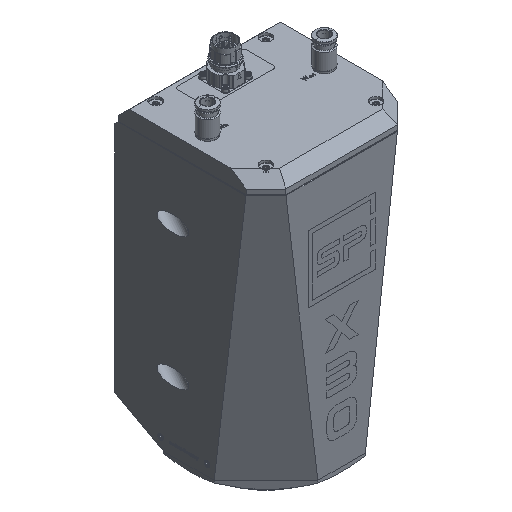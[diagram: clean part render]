
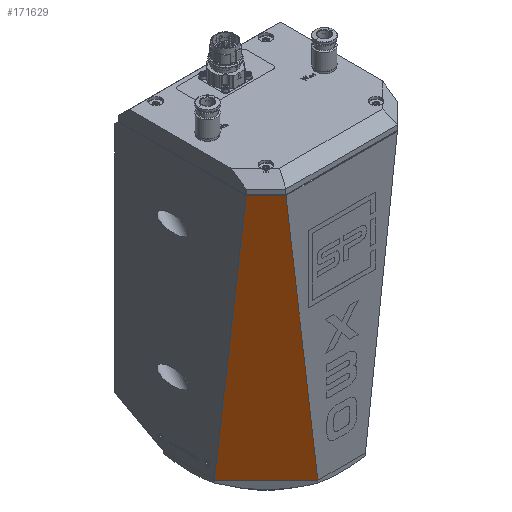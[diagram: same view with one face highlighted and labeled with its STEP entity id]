
A CAD part, isometric view. The second image highlights one B-rep face of the part: STEP entity #171629.
In plain terms, the highlighted planar face has unit normal (-0.705, -0.705, -0.086).
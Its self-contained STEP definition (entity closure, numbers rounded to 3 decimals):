
#3412 = EDGE_CURVE ( 'NONE', #73476, #150312, #254543, .T. ) ;
#3671 = CARTESIAN_POINT ( 'NONE',  ( -41.959, -57., 222.7 ) ) ;
#8807 = ORIENTED_EDGE ( 'NONE', *, *, #160772, .T. ) ;
#9196 = VECTOR ( 'NONE', #85741, 1000. ) ;
#16159 = LINE ( 'NONE', #176018, #25960 ) ;
#17528 = VERTEX_POINT ( 'NONE', #3671 ) ;
#17557 = DIRECTION ( 'NONE',  ( 0., -0.121, 0.993 ) ) ;
#19339 = VECTOR ( 'NONE', #233090, 1000. ) ;
#25960 = VECTOR ( 'NONE', #17557, 1000. ) ;
#27441 = DIRECTION ( 'NONE',  ( -0.621, 0.554, 0.554 ) ) ;
#38983 = VERTEX_POINT ( 'NONE', #243933 ) ;
#47469 = CARTESIAN_POINT ( 'NONE',  ( -57., -17.953, 25. ) ) ;
#48859 = CARTESIAN_POINT ( 'NONE',  ( -25.967, -71.26, 208.44 ) ) ;
#49164 = AXIS2_PLACEMENT_3D ( 'NONE', #94353, #249993, #204425 ) ;
#57221 = CARTESIAN_POINT ( 'NONE',  ( -71.26, -25.967, 208.44 ) ) ;
#63757 = DIRECTION ( 'NONE',  ( 0.707, -0.707, 0. ) ) ;
#69456 = CARTESIAN_POINT ( 'NONE',  ( -41.96, -56.999, 222.701 ) ) ;
#70053 = EDGE_CURVE ( 'NONE', #184503, #73476, #195850, .T. ) ;
#73476 = VERTEX_POINT ( 'NONE', #210806 ) ;
#85741 = DIRECTION ( 'NONE',  ( -0.707, 0.707, 0. ) ) ;
#92960 = FACE_OUTER_BOUND ( 'NONE', #166699, .T. ) ;
#94353 = CARTESIAN_POINT ( 'NONE',  ( -94.477, 19.523, 25. ) ) ;
#105451 = EDGE_CURVE ( 'NONE', #212233, #150312, #16159, .T. ) ;
#108289 = LINE ( 'NONE', #234007, #210675 ) ;
#110521 = EDGE_CURVE ( 'NONE', #212233, #38983, #108289, .T. ) ;
#110622 = VECTOR ( 'NONE', #27441, 1000. ) ;
#130133 = CARTESIAN_POINT ( 'NONE',  ( -106.479, 7.521, 222.701 ) ) ;
#138161 = EDGE_CURVE ( 'NONE', #17528, #38983, #205562, .T. ) ;
#140397 = ORIENTED_EDGE ( 'NONE', *, *, #105451, .F. ) ;
#147948 = ORIENTED_EDGE ( 'NONE', *, *, #138161, .F. ) ;
#150312 = VERTEX_POINT ( 'NONE', #270281 ) ;
#160772 = EDGE_CURVE ( 'NONE', #17528, #184503, #246110, .T. ) ;
#162734 = DIRECTION ( 'NONE',  ( 0.121, 0., -0.993 ) ) ;
#166699 = EDGE_LOOP ( 'NONE', ( #279994, #191351, #140397, #230990, #147948, #8807 ) ) ;
#171629 = ADVANCED_FACE ( 'NONE', ( #92960 ), #225858, .F. ) ;
#176018 = CARTESIAN_POINT ( 'NONE',  ( -57., -40.557, 211.154 ) ) ;
#184503 = VERTEX_POINT ( 'NONE', #69456 ) ;
#187535 = VECTOR ( 'NONE', #162734, 1000. ) ;
#191351 = ORIENTED_EDGE ( 'NONE', *, *, #3412, .T. ) ;
#195850 = LINE ( 'NONE', #130133, #9196 ) ;
#204425 = DIRECTION ( 'NONE',  ( -0.707, 0.707, 0. ) ) ;
#205562 = LINE ( 'NONE', #273984, #187535 ) ;
#210675 = VECTOR ( 'NONE', #63757, 1000. ) ;
#210806 = CARTESIAN_POINT ( 'NONE',  ( -56.999, -41.96, 222.701 ) ) ;
#212233 = VERTEX_POINT ( 'NONE', #47469 ) ;
#225858 = PLANE ( 'NONE',  #49164 ) ;
#230990 = ORIENTED_EDGE ( 'NONE', *, *, #110521, .T. ) ;
#233090 = DIRECTION ( 'NONE',  ( -0.554, 0.621, -0.554 ) ) ;
#234007 = CARTESIAN_POINT ( 'NONE',  ( -94.477, 19.523, 25. ) ) ;
#243933 = CARTESIAN_POINT ( 'NONE',  ( -17.953, -57., 25. ) ) ;
#246110 = LINE ( 'NONE', #48859, #110622 ) ;
#249993 = DIRECTION ( 'NONE',  ( 0.705, 0.705, 0.086 ) ) ;
#254543 = LINE ( 'NONE', #57221, #19339 ) ;
#270281 = CARTESIAN_POINT ( 'NONE',  ( -57., -41.959, 222.7 ) ) ;
#273984 = CARTESIAN_POINT ( 'NONE',  ( -42.213, -57., 224.795 ) ) ;
#279994 = ORIENTED_EDGE ( 'NONE', *, *, #70053, .T. ) ;
